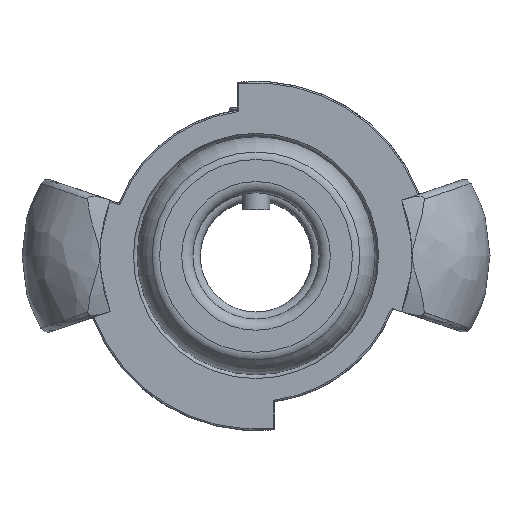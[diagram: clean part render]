
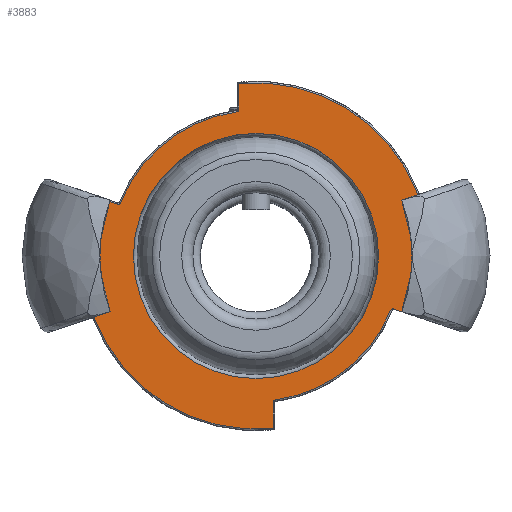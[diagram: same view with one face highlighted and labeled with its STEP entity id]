
A CAD part, top view. The second image highlights one B-rep face of the part: STEP entity #3883.
In plain terms, the highlighted planar face has unit normal (0, 0, 1).
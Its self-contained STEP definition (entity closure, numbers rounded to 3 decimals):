
#116=FACE_BOUND('',#605,.T.);
#146=PLANE('',#4359);
#373=FACE_OUTER_BOUND('',#604,.T.);
#604=EDGE_LOOP('',(#3095,#3096,#3097,#3098,#3099,#3100,#3101,#3102,#3103,
#3104,#3105,#3106,#3107,#3108,#3109,#3110,#3111,#3112,#3113,#3114));
#605=EDGE_LOOP('',(#3115,#3116));
#755=B_SPLINE_CURVE_WITH_KNOTS('',3,(#7471,#7472,#7473,#7474,#7475,#7476,
#7477,#7478,#7479,#7480),.UNSPECIFIED.,.F.,.F.,(4,2,2,2,4),(0.,0.01,
0.022,0.036,0.036),.UNSPECIFIED.);
#869=CIRCLE('',#4105,16.5);
#870=CIRCLE('',#4106,16.5);
#945=CIRCLE('',#4223,0.2);
#948=CIRCLE('',#4229,25.5);
#949=CIRCLE('',#4232,0.2);
#953=CIRCLE('',#4239,0.4);
#956=CIRCLE('',#4243,19.55);
#958=CIRCLE('',#4246,0.4);
#963=CIRCLE('',#4253,23.297);
#966=CIRCLE('',#4257,0.4);
#982=CIRCLE('',#4286,19.55);
#991=CIRCLE('',#4307,0.4);
#996=CIRCLE('',#4313,23.3);
#999=CIRCLE('',#4317,0.4);
#1017=CIRCLE('',#4360,25.5);
#1141=LINE('',#7252,#1285);
#1142=LINE('',#7268,#1286);
#1144=LINE('',#7297,#1288);
#1158=LINE('',#7598,#1302);
#1165=LINE('',#8485,#1309);
#1167=LINE('',#8505,#1311);
#1285=VECTOR('',#4900,10.);
#1286=VECTOR('',#4925,10.);
#1288=VECTOR('',#4947,10.);
#1302=VECTOR('',#5023,10.);
#1309=VECTOR('',#5062,10.);
#1311=VECTOR('',#5090,10.);
#1415=VERTEX_POINT('',#5712);
#1416=VERTEX_POINT('',#5713);
#1527=VERTEX_POINT('',#7209);
#1528=VERTEX_POINT('',#7210);
#1531=VERTEX_POINT('',#7221);
#1532=VERTEX_POINT('',#7225);
#1535=VERTEX_POINT('',#7245);
#1538=VERTEX_POINT('',#7250);
#1539=VERTEX_POINT('',#7254);
#1540=VERTEX_POINT('',#7259);
#1541=VERTEX_POINT('',#7263);
#1542=VERTEX_POINT('',#7270);
#1545=VERTEX_POINT('',#7278);
#1547=VERTEX_POINT('',#7284);
#1564=VERTEX_POINT('',#7469);
#1565=VERTEX_POINT('',#7470);
#1570=VERTEX_POINT('',#7578);
#1573=VERTEX_POINT('',#7596);
#1592=VERTEX_POINT('',#8478);
#1595=VERTEX_POINT('',#8483);
#1596=VERTEX_POINT('',#8490);
#1599=VERTEX_POINT('',#8498);
#1796=EDGE_CURVE('',#1415,#1416,#869,.T.);
#1797=EDGE_CURVE('',#1416,#1415,#870,.T.);
#1963=EDGE_CURVE('',#1527,#1528,#945,.F.);
#1969=EDGE_CURVE('',#1528,#1531,#948,.T.);
#1972=EDGE_CURVE('',#1532,#1531,#949,.T.);
#1979=EDGE_CURVE('',#1538,#1535,#1141,.T.);
#1981=EDGE_CURVE('',#1539,#1538,#953,.T.);
#1984=EDGE_CURVE('',#1540,#1539,#956,.T.);
#1986=EDGE_CURVE('',#1541,#1540,#958,.T.);
#1988=EDGE_CURVE('',#1532,#1541,#1142,.T.);
#1992=EDGE_CURVE('',#1535,#1542,#963,.T.);
#1995=EDGE_CURVE('',#1542,#1545,#966,.T.);
#1998=EDGE_CURVE('',#1545,#1547,#1144,.T.);
#2024=EDGE_CURVE('',#1564,#1565,#755,.T.);
#2036=EDGE_CURVE('',#1565,#1570,#982,.T.);
#2042=EDGE_CURVE('',#1573,#1564,#1158,.T.);
#2081=EDGE_CURVE('',#1595,#1592,#1165,.T.);
#2082=EDGE_CURVE('',#1570,#1595,#991,.T.);
#2087=EDGE_CURVE('',#1592,#1596,#996,.T.);
#2090=EDGE_CURVE('',#1596,#1599,#999,.T.);
#2092=EDGE_CURVE('',#1599,#1527,#1167,.T.);
#2155=EDGE_CURVE('',#1547,#1573,#1017,.T.);
#3095=ORIENTED_EDGE('',*,*,#1988,.F.);
#3096=ORIENTED_EDGE('',*,*,#1972,.T.);
#3097=ORIENTED_EDGE('',*,*,#1969,.F.);
#3098=ORIENTED_EDGE('',*,*,#1963,.F.);
#3099=ORIENTED_EDGE('',*,*,#2092,.F.);
#3100=ORIENTED_EDGE('',*,*,#2090,.F.);
#3101=ORIENTED_EDGE('',*,*,#2087,.F.);
#3102=ORIENTED_EDGE('',*,*,#2081,.F.);
#3103=ORIENTED_EDGE('',*,*,#2082,.F.);
#3104=ORIENTED_EDGE('',*,*,#2036,.F.);
#3105=ORIENTED_EDGE('',*,*,#2024,.F.);
#3106=ORIENTED_EDGE('',*,*,#2042,.F.);
#3107=ORIENTED_EDGE('',*,*,#2155,.F.);
#3108=ORIENTED_EDGE('',*,*,#1998,.F.);
#3109=ORIENTED_EDGE('',*,*,#1995,.F.);
#3110=ORIENTED_EDGE('',*,*,#1992,.F.);
#3111=ORIENTED_EDGE('',*,*,#1979,.F.);
#3112=ORIENTED_EDGE('',*,*,#1981,.F.);
#3113=ORIENTED_EDGE('',*,*,#1984,.F.);
#3114=ORIENTED_EDGE('',*,*,#1986,.F.);
#3115=ORIENTED_EDGE('',*,*,#1796,.T.);
#3116=ORIENTED_EDGE('',*,*,#1797,.T.);
#3883=ADVANCED_FACE('',(#373,#116),#146,.F.);
#4105=AXIS2_PLACEMENT_3D('',#5714,#4600,#4601);
#4106=AXIS2_PLACEMENT_3D('',#5715,#4602,#4603);
#4223=AXIS2_PLACEMENT_3D('',#7211,#4867,#4868);
#4229=AXIS2_PLACEMENT_3D('',#7222,#4881,#4882);
#4232=AXIS2_PLACEMENT_3D('',#7227,#4888,#4889);
#4239=AXIS2_PLACEMENT_3D('',#7256,#4905,#4906);
#4243=AXIS2_PLACEMENT_3D('',#7261,#4913,#4914);
#4246=AXIS2_PLACEMENT_3D('',#7265,#4919,#4920);
#4253=AXIS2_PLACEMENT_3D('',#7276,#4934,#4935);
#4257=AXIS2_PLACEMENT_3D('',#7282,#4942,#4943);
#4286=AXIS2_PLACEMENT_3D('',#7579,#5013,#5014);
#4307=AXIS2_PLACEMENT_3D('',#8487,#5065,#5066);
#4313=AXIS2_PLACEMENT_3D('',#8496,#5077,#5078);
#4317=AXIS2_PLACEMENT_3D('',#8502,#5085,#5086);
#4359=AXIS2_PLACEMENT_3D('',#9555,#5185,#5186);
#4360=AXIS2_PLACEMENT_3D('',#9556,#5187,#5188);
#4600=DIRECTION('center_axis',(0.,0.,-1.));
#4601=DIRECTION('ref_axis',(1.,0.,0.));
#4602=DIRECTION('center_axis',(0.,0.,-1.));
#4603=DIRECTION('ref_axis',(1.,0.,0.));
#4867=DIRECTION('center_axis',(0.,0.,-1.));
#4868=DIRECTION('ref_axis',(0.901,-0.433,0.));
#4881=DIRECTION('center_axis',(0.,0.,-1.));
#4882=DIRECTION('ref_axis',(0.,-1.,0.));
#4888=DIRECTION('center_axis',(0.,0.,-1.));
#4889=DIRECTION('ref_axis',(0.901,0.433,0.));
#4900=DIRECTION('',(0.,1.,0.));
#4905=DIRECTION('center_axis',(0.,0.,1.));
#4906=DIRECTION('ref_axis',(0.753,-0.658,0.));
#4913=DIRECTION('center_axis',(0.,0.,-1.));
#4914=DIRECTION('ref_axis',(-0.617,0.787,0.));
#4919=DIRECTION('center_axis',(0.,0.,1.));
#4920=DIRECTION('ref_axis',(0.421,-0.907,0.));
#4925=DIRECTION('',(0.948,-0.319,0.));
#4934=DIRECTION('center_axis',(0.,0.,-1.));
#4935=DIRECTION('ref_axis',(0.524,0.852,0.));
#4942=DIRECTION('center_axis',(0.,0.,1.));
#4943=DIRECTION('ref_axis',(-0.425,-0.905,0.));
#4947=DIRECTION('',(0.948,0.319,0.));
#5013=DIRECTION('center_axis',(0.,0.,-1.));
#5014=DIRECTION('ref_axis',(0.621,-0.784,0.));
#5023=DIRECTION('',(-0.948,0.319,0.));
#5062=DIRECTION('',(0.,-1.,0.));
#5065=DIRECTION('center_axis',(0.,0.,1.));
#5066=DIRECTION('ref_axis',(-0.753,0.658,0.));
#5077=DIRECTION('center_axis',(0.,0.,-1.));
#5078=DIRECTION('ref_axis',(-0.524,-0.852,0.));
#5085=DIRECTION('center_axis',(0.,0.,1.));
#5086=DIRECTION('ref_axis',(0.425,0.905,0.));
#5090=DIRECTION('',(-0.948,-0.319,0.));
#5185=DIRECTION('center_axis',(0.,0.,-1.));
#5186=DIRECTION('ref_axis',(-1.,0.,0.));
#5187=DIRECTION('center_axis',(0.,0.,-1.));
#5188=DIRECTION('ref_axis',(0.,-1.,0.));
#5712=CARTESIAN_POINT('',(16.5,0.,1.162));
#5713=CARTESIAN_POINT('',(-16.5,0.,1.162));
#5714=CARTESIAN_POINT('Origin',(0.,0.,1.162));
#5715=CARTESIAN_POINT('Origin',(0.,0.,1.162));
#7209=CARTESIAN_POINT('',(-23.952,-8.75,1.162));
#7210=CARTESIAN_POINT('',(-23.954,-8.745,1.162));
#7211=CARTESIAN_POINT('Origin',(-24.141,-8.814,1.162));
#7221=CARTESIAN_POINT('',(-23.954,8.745,1.162));
#7222=CARTESIAN_POINT('Origin',(0.,0.,1.162));
#7225=CARTESIAN_POINT('',(-23.952,8.75,1.162));
#7227=CARTESIAN_POINT('Origin',(-24.141,8.814,1.162));
#7245=CARTESIAN_POINT('',(-2.3,23.184,1.162));
#7250=CARTESIAN_POINT('',(-2.3,19.766,1.162));
#7252=CARTESIAN_POINT('',(-2.3,-6.375,1.162));
#7254=CARTESIAN_POINT('',(-2.646,19.37,1.162));
#7256=CARTESIAN_POINT('Origin',(-2.7,19.766,1.162));
#7259=CARTESIAN_POINT('',(-18.174,7.204,1.162));
#7261=CARTESIAN_POINT('Origin',(0.,0.,1.162));
#7263=CARTESIAN_POINT('',(-18.674,6.972,1.162));
#7265=CARTESIAN_POINT('Origin',(-18.546,7.351,1.162));
#7268=CARTESIAN_POINT('',(-12.261,4.812,1.162));
#7270=CARTESIAN_POINT('',(21.729,8.404,1.162));
#7276=CARTESIAN_POINT('Origin',(0.,0.,1.162));
#7278=CARTESIAN_POINT('',(22.23,8.17,1.162));
#7282=CARTESIAN_POINT('Origin',(22.102,8.549,1.162));
#7284=CARTESIAN_POINT('',(23.952,8.75,1.162));
#7297=CARTESIAN_POINT('',(7.215,3.112,1.162));
#7469=CARTESIAN_POINT('',(18.559,-7.144,1.162));
#7470=CARTESIAN_POINT('',(18.167,-7.223,1.162));
#7471=CARTESIAN_POINT('Ctrl Pts',(18.559,-7.144,1.162));
#7472=CARTESIAN_POINT('Ctrl Pts',(18.529,-7.134,1.162));
#7473=CARTESIAN_POINT('Ctrl Pts',(18.494,-7.128,1.162));
#7474=CARTESIAN_POINT('Ctrl Pts',(18.401,-7.131,1.162));
#7475=CARTESIAN_POINT('Ctrl Pts',(18.352,-7.144,1.162));
#7476=CARTESIAN_POINT('Ctrl Pts',(18.261,-7.176,1.162));
#7477=CARTESIAN_POINT('Ctrl Pts',(18.215,-7.199,1.162));
#7478=CARTESIAN_POINT('Ctrl Pts',(18.168,-7.223,1.162));
#7479=CARTESIAN_POINT('Ctrl Pts',(18.167,-7.223,1.162));
#7480=CARTESIAN_POINT('Ctrl Pts',(18.167,-7.223,1.162));
#7578=CARTESIAN_POINT('',(2.646,-19.37,1.162));
#7579=CARTESIAN_POINT('Origin',(0.,0.,1.162));
#7596=CARTESIAN_POINT('',(23.883,-8.937,1.162));
#7598=CARTESIAN_POINT('',(16.054,-6.301,1.162));
#8478=CARTESIAN_POINT('',(2.3,-23.186,1.162));
#8483=CARTESIAN_POINT('',(2.3,-19.766,1.162));
#8485=CARTESIAN_POINT('',(2.3,-6.375,1.162));
#8487=CARTESIAN_POINT('Origin',(2.7,-19.766,1.162));
#8490=CARTESIAN_POINT('',(-21.731,-8.405,1.162));
#8496=CARTESIAN_POINT('Origin',(0.,0.,1.162));
#8498=CARTESIAN_POINT('',(-22.232,-8.17,1.162));
#8502=CARTESIAN_POINT('Origin',(-22.104,-8.549,1.162));
#8505=CARTESIAN_POINT('',(-11.072,-4.411,1.162));
#9555=CARTESIAN_POINT('Origin',(0.,-12.75,1.162));
#9556=CARTESIAN_POINT('Origin',(0.,0.,1.162));
